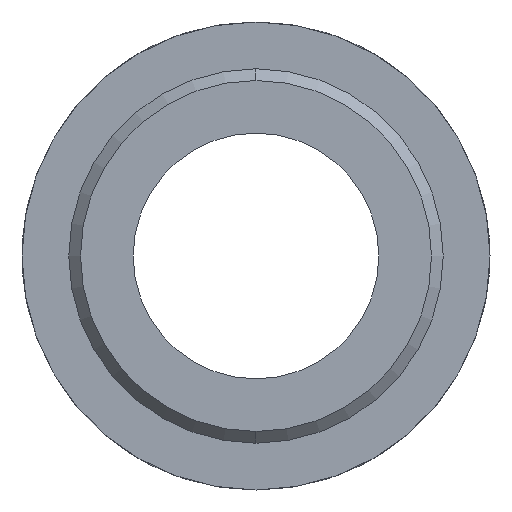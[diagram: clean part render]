
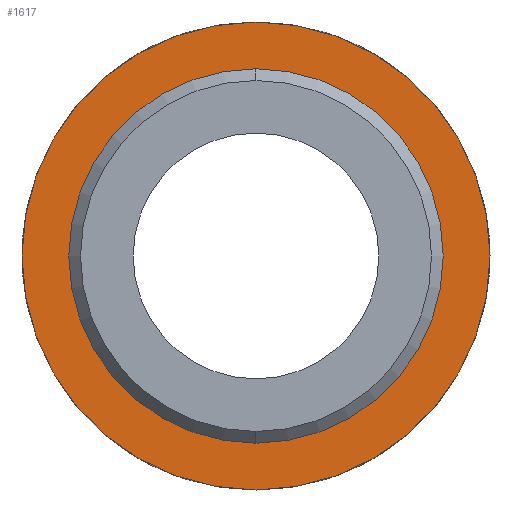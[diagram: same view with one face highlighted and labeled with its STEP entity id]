
A CAD part, left-side view. The second image highlights one B-rep face of the part: STEP entity #1617.
In plain terms, the highlighted planar face has unit normal (-1, 0, 0).
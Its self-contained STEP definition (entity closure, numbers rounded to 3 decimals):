
#1617=ADVANCED_FACE('',(#1840,#1841),#1813,.F.);
#1813=PLANE('',#4586);
#1840=FACE_BOUND('',#2054,.T.);
#1841=FACE_BOUND('',#2055,.T.);
#2054=EDGE_LOOP('',(#3215,#3216));
#2055=EDGE_LOOP('',(#3217,#3218));
#3215=ORIENTED_EDGE('',*,*,#3766,.F.);
#3216=ORIENTED_EDGE('',*,*,#3781,.F.);
#3217=ORIENTED_EDGE('',*,*,#4267,.T.);
#3218=ORIENTED_EDGE('',*,*,#4268,.T.);
#3339=VERTEX_POINT('',#5900);
#3340=VERTEX_POINT('',#5902);
#3671=VERTEX_POINT('',#6908);
#3672=VERTEX_POINT('',#6909);
#3766=EDGE_CURVE('',#3339,#3340,#4320,.T.);
#3781=EDGE_CURVE('',#3340,#3339,#4326,.T.);
#4267=EDGE_CURVE('',#3671,#3672,#4328,.T.);
#4268=EDGE_CURVE('',#3672,#3671,#4329,.T.);
#4320=CIRCLE('',#4402,20.);
#4326=CIRCLE('',#4411,20.);
#4328=CIRCLE('',#4584,16.);
#4329=CIRCLE('',#4585,16.);
#4402=AXIS2_PLACEMENT_3D('',#5901,#4781,#4782);
#4411=AXIS2_PLACEMENT_3D('',#5928,#4808,#4809);
#4584=AXIS2_PLACEMENT_3D('',#6907,#5638,#5639);
#4585=AXIS2_PLACEMENT_3D('',#6910,#5640,#5641);
#4586=AXIS2_PLACEMENT_3D('',#6911,#5642,#5643);
#4781=DIRECTION('',(1.,0.,0.));
#4782=DIRECTION('',(0.,0.,1.));
#4808=DIRECTION('',(1.,0.,0.));
#4809=DIRECTION('',(0.,0.,-1.));
#5638=DIRECTION('',(1.,0.,0.));
#5639=DIRECTION('',(0.,0.,1.));
#5640=DIRECTION('',(1.,0.,0.));
#5641=DIRECTION('',(0.,0.,-1.));
#5642=DIRECTION('',(1.,0.,0.));
#5643=DIRECTION('',(0.,0.,1.));
#5900=CARTESIAN_POINT('',(11.,0.,20.));
#5901=CARTESIAN_POINT('',(11.,0.,0.));
#5902=CARTESIAN_POINT('',(11.,0.,-20.));
#5928=CARTESIAN_POINT('',(11.,0.,0.));
#6907=CARTESIAN_POINT('',(11.,0.,0.));
#6908=CARTESIAN_POINT('',(11.,0.,16.));
#6909=CARTESIAN_POINT('',(11.,0.,-16.));
#6910=CARTESIAN_POINT('',(11.,0.,0.));
#6911=CARTESIAN_POINT('',(11.,0.,0.));
